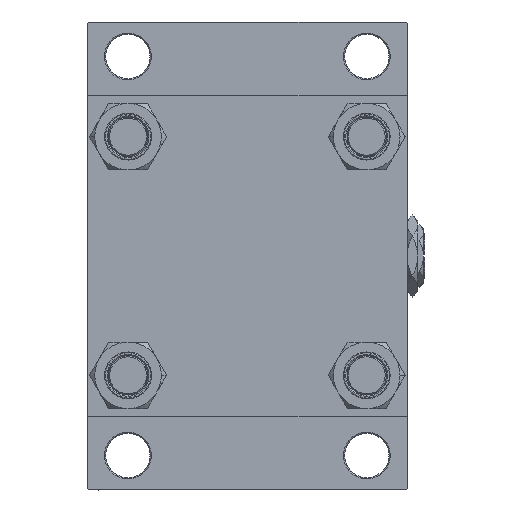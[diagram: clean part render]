
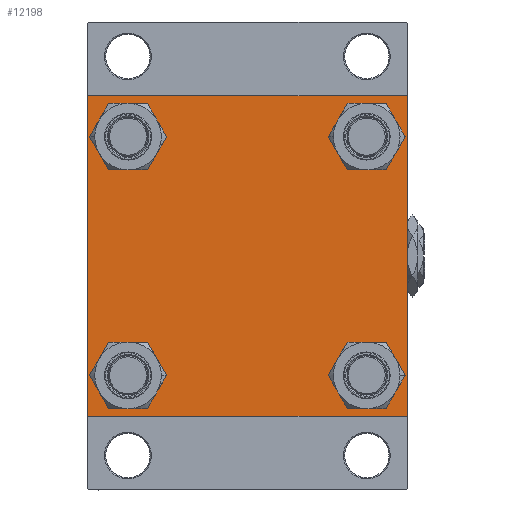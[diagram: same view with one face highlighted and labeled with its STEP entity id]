
A CAD part, left-side view. The second image highlights one B-rep face of the part: STEP entity #12198.
In plain terms, the highlighted planar face has unit normal (-1, 0, 0).
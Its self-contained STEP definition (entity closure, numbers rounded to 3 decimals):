
#177 = DIRECTION ( 'NONE',  ( 0., 0.707, 0.707 ) ) ;
#312 = DIRECTION ( 'NONE',  ( 0., 0., 1. ) ) ;
#385 = DIRECTION ( 'NONE',  ( 1., 0., 0. ) ) ;
#649 = DIRECTION ( 'NONE',  ( 0., 0.707, -0.707 ) ) ;
#860 = CARTESIAN_POINT ( 'NONE',  ( 0., 48.45, 48.45 ) ) ;
#1353 = DIRECTION ( 'NONE',  ( 0., 0., 1. ) ) ;
#1377 = AXIS2_PLACEMENT_3D ( 'NONE', #6075, #5567, #36564 ) ;
#1605 = DIRECTION ( 'NONE',  ( 1., 0., 0. ) ) ;
#2217 = ORIENTED_EDGE ( 'NONE', *, *, #35635, .T. ) ;
#2610 = CARTESIAN_POINT ( 'NONE',  ( 0., 48.45, -39.95 ) ) ;
#3486 = CARTESIAN_POINT ( 'NONE',  ( 0., -48.45, -56.95 ) ) ;
#3772 = EDGE_CURVE ( 'NONE', #48180, #38851, #48293, .T. ) ;
#3949 = CARTESIAN_POINT ( 'NONE',  ( 0., 64.75, -64.75 ) ) ;
#4170 = ORIENTED_EDGE ( 'NONE', *, *, #35408, .T. ) ;
#4948 = ORIENTED_EDGE ( 'NONE', *, *, #23868, .T. ) ;
#5567 = DIRECTION ( 'NONE',  ( 1., 0., 0. ) ) ;
#5869 = FACE_OUTER_BOUND ( 'NONE', #48693, .T. ) ;
#5880 = VECTOR ( 'NONE', #31838, 1000. ) ;
#6075 = CARTESIAN_POINT ( 'NONE',  ( 0., -48.45, 48.45 ) ) ;
#6892 = DIRECTION ( 'NONE',  ( 0., 0., -1. ) ) ;
#6989 = CIRCLE ( 'NONE', #10190, 8.5 ) ;
#7093 = AXIS2_PLACEMENT_3D ( 'NONE', #34286, #15151, #30502 ) ;
#7210 = CARTESIAN_POINT ( 'NONE',  ( 0., 48.45, -48.45 ) ) ;
#7978 = CARTESIAN_POINT ( 'NONE',  ( 0., 64.75, 64.75 ) ) ;
#8353 = CARTESIAN_POINT ( 'NONE',  ( 0., 64.5, -65. ) ) ;
#9056 = ORIENTED_EDGE ( 'NONE', *, *, #28280, .T. ) ;
#9087 = VERTEX_POINT ( 'NONE', #26635 ) ;
#9633 = EDGE_CURVE ( 'NONE', #39201, #37682, #27540, .T. ) ;
#9860 = AXIS2_PLACEMENT_3D ( 'NONE', #860, #1605, #1353 ) ;
#10190 = AXIS2_PLACEMENT_3D ( 'NONE', #22748, #27019, #312 ) ;
#11078 = CARTESIAN_POINT ( 'NONE',  ( 0., 64.5, 65. ) ) ;
#11548 = CIRCLE ( 'NONE', #39670, 8.5 ) ;
#11759 = LINE ( 'NONE', #7978, #27430 ) ;
#11940 = CARTESIAN_POINT ( 'NONE',  ( 0., 65., -65. ) ) ;
#12047 = ORIENTED_EDGE ( 'NONE', *, *, #26977, .T. ) ;
#12198 = ADVANCED_FACE ( 'NONE', ( #15720, #46472, #40392, #25254, #5869 ), #40644, .T. ) ;
#12349 = AXIS2_PLACEMENT_3D ( 'NONE', #32327, #20971, #48464 ) ;
#12677 = CARTESIAN_POINT ( 'NONE',  ( 0., -48.45, 39.95 ) ) ;
#12898 = CARTESIAN_POINT ( 'NONE',  ( 0., -64.75, -64.75 ) ) ;
#13137 = VECTOR ( 'NONE', #6892, 1000. ) ;
#13334 = LINE ( 'NONE', #24648, #42107 ) ;
#13685 = AXIS2_PLACEMENT_3D ( 'NONE', #42745, #385, #35416 ) ;
#14058 = VECTOR ( 'NONE', #42399, 1000. ) ;
#14239 = CARTESIAN_POINT ( 'NONE',  ( 0., -48.45, 56.95 ) ) ;
#14670 = EDGE_CURVE ( 'NONE', #17603, #32478, #48254, .T. ) ;
#14768 = AXIS2_PLACEMENT_3D ( 'NONE', #16160, #24699, #28480 ) ;
#14982 = DIRECTION ( 'NONE',  ( 0., -1., 0. ) ) ;
#15108 = VERTEX_POINT ( 'NONE', #35470 ) ;
#15151 = DIRECTION ( 'NONE',  ( 1., 0., 0. ) ) ;
#15268 = EDGE_CURVE ( 'NONE', #48015, #47369, #11548, .T. ) ;
#15720 = FACE_BOUND ( 'NONE', #39306, .T. ) ;
#16049 = LINE ( 'NONE', #3949, #16568 ) ;
#16160 = CARTESIAN_POINT ( 'NONE',  ( 0., -48.45, -48.45 ) ) ;
#16568 = VECTOR ( 'NONE', #31413, 1000. ) ;
#17002 = DIRECTION ( 'NONE',  ( 1., 0., 0. ) ) ;
#17146 = VECTOR ( 'NONE', #177, 1000. ) ;
#17307 = ORIENTED_EDGE ( 'NONE', *, *, #27937, .T. ) ;
#17603 = VERTEX_POINT ( 'NONE', #34847 ) ;
#17722 = VERTEX_POINT ( 'NONE', #12677 ) ;
#18243 = CIRCLE ( 'NONE', #46423, 8.5 ) ;
#18952 = VERTEX_POINT ( 'NONE', #8353 ) ;
#19081 = VERTEX_POINT ( 'NONE', #11078 ) ;
#19324 = CARTESIAN_POINT ( 'NONE',  ( 0., -64.75, 64.75 ) ) ;
#20971 = DIRECTION ( 'NONE',  ( -1., 0., 0. ) ) ;
#21246 = VERTEX_POINT ( 'NONE', #30849 ) ;
#21616 = EDGE_LOOP ( 'NONE', ( #4170, #45115 ) ) ;
#21819 = DIRECTION ( 'NONE',  ( 1., 0., 0. ) ) ;
#22748 = CARTESIAN_POINT ( 'NONE',  ( 0., 48.45, 48.45 ) ) ;
#23170 = ORIENTED_EDGE ( 'NONE', *, *, #49156, .T. ) ;
#23441 = EDGE_LOOP ( 'NONE', ( #27660, #2217 ) ) ;
#23868 = EDGE_CURVE ( 'NONE', #32912, #17722, #44861, .T. ) ;
#24520 = EDGE_CURVE ( 'NONE', #9087, #18952, #16049, .T. ) ;
#24648 = CARTESIAN_POINT ( 'NONE',  ( 0., 65., 65. ) ) ;
#24699 = DIRECTION ( 'NONE',  ( 1., 0., 0. ) ) ;
#24736 = ORIENTED_EDGE ( 'NONE', *, *, #3772, .T. ) ;
#24838 = ORIENTED_EDGE ( 'NONE', *, *, #41562, .T. ) ;
#25254 = FACE_BOUND ( 'NONE', #23441, .T. ) ;
#25784 = CARTESIAN_POINT ( 'NONE',  ( 0., -65., 65. ) ) ;
#26004 = CIRCLE ( 'NONE', #14768, 8.5 ) ;
#26635 = CARTESIAN_POINT ( 'NONE',  ( 0., 65., -64.5 ) ) ;
#26977 = EDGE_CURVE ( 'NONE', #31472, #9087, #13334, .T. ) ;
#27019 = DIRECTION ( 'NONE',  ( 1., 0., 0. ) ) ;
#27430 = VECTOR ( 'NONE', #649, 1000. ) ;
#27515 = CARTESIAN_POINT ( 'NONE',  ( 0., -48.45, -39.95 ) ) ;
#27540 = CIRCLE ( 'NONE', #9860, 8.5 ) ;
#27660 = ORIENTED_EDGE ( 'NONE', *, *, #9633, .T. ) ;
#27937 = EDGE_CURVE ( 'NONE', #17603, #21246, #42281, .T. ) ;
#27972 = EDGE_CURVE ( 'NONE', #19081, #21246, #36114, .T. ) ;
#28280 = EDGE_CURVE ( 'NONE', #38851, #48180, #26004, .T. ) ;
#28480 = DIRECTION ( 'NONE',  ( 0., 0., 1. ) ) ;
#29440 = ORIENTED_EDGE ( 'NONE', *, *, #14670, .F. ) ;
#30398 = EDGE_CURVE ( 'NONE', #15108, #32478, #47436, .T. ) ;
#30502 = DIRECTION ( 'NONE',  ( 0., 0., 1. ) ) ;
#30582 = LINE ( 'NONE', #11940, #43905 ) ;
#30849 = CARTESIAN_POINT ( 'NONE',  ( 0., -64.5, 65. ) ) ;
#31413 = DIRECTION ( 'NONE',  ( 0., -0.707, -0.707 ) ) ;
#31472 = VERTEX_POINT ( 'NONE', #44845 ) ;
#31838 = DIRECTION ( 'NONE',  ( 0., -1., 0. ) ) ;
#32327 = CARTESIAN_POINT ( 'NONE',  ( 0., 0., 0. ) ) ;
#32365 = DIRECTION ( 'NONE',  ( 0., 0., 1. ) ) ;
#32478 = VERTEX_POINT ( 'NONE', #46841 ) ;
#32912 = VERTEX_POINT ( 'NONE', #14239 ) ;
#32970 = EDGE_CURVE ( 'NONE', #18952, #15108, #30582, .T. ) ;
#34286 = CARTESIAN_POINT ( 'NONE',  ( 0., -48.45, 48.45 ) ) ;
#34847 = CARTESIAN_POINT ( 'NONE',  ( 0., -65., 64.5 ) ) ;
#35408 = EDGE_CURVE ( 'NONE', #47369, #48015, #18243, .T. ) ;
#35416 = DIRECTION ( 'NONE',  ( 0., 0., 1. ) ) ;
#35470 = CARTESIAN_POINT ( 'NONE',  ( 0., -64.5, -65. ) ) ;
#35616 = CARTESIAN_POINT ( 'NONE',  ( 0., 65., 65. ) ) ;
#35635 = EDGE_CURVE ( 'NONE', #37682, #39201, #6989, .T. ) ;
#36114 = LINE ( 'NONE', #35616, #5880 ) ;
#36438 = ORIENTED_EDGE ( 'NONE', *, *, #24520, .T. ) ;
#36564 = DIRECTION ( 'NONE',  ( 0., 0., 1. ) ) ;
#36574 = CARTESIAN_POINT ( 'NONE',  ( 0., 48.45, 56.95 ) ) ;
#36744 = EDGE_LOOP ( 'NONE', ( #9056, #24736 ) ) ;
#37371 = CARTESIAN_POINT ( 'NONE',  ( 0., 48.45, 39.95 ) ) ;
#37682 = VERTEX_POINT ( 'NONE', #37371 ) ;
#37699 = DIRECTION ( 'NONE',  ( 0., 0., 1. ) ) ;
#38851 = VERTEX_POINT ( 'NONE', #27515 ) ;
#39201 = VERTEX_POINT ( 'NONE', #36574 ) ;
#39306 = EDGE_LOOP ( 'NONE', ( #4948, #24838 ) ) ;
#39670 = AXIS2_PLACEMENT_3D ( 'NONE', #7210, #21819, #37699 ) ;
#40392 = FACE_BOUND ( 'NONE', #21616, .T. ) ;
#40644 = PLANE ( 'NONE',  #12349 ) ;
#41477 = ORIENTED_EDGE ( 'NONE', *, *, #32970, .T. ) ;
#41562 = EDGE_CURVE ( 'NONE', #17722, #32912, #48944, .T. ) ;
#42107 = VECTOR ( 'NONE', #43579, 1000. ) ;
#42281 = LINE ( 'NONE', #19324, #17146 ) ;
#42399 = DIRECTION ( 'NONE',  ( 0., -0.707, 0.707 ) ) ;
#42518 = ORIENTED_EDGE ( 'NONE', *, *, #30398, .T. ) ;
#42745 = CARTESIAN_POINT ( 'NONE',  ( 0., -48.45, -48.45 ) ) ;
#43177 = ORIENTED_EDGE ( 'NONE', *, *, #27972, .F. ) ;
#43472 = CARTESIAN_POINT ( 'NONE',  ( 0., 48.45, -48.45 ) ) ;
#43579 = DIRECTION ( 'NONE',  ( 0., 0., -1. ) ) ;
#43905 = VECTOR ( 'NONE', #14982, 1000. ) ;
#44845 = CARTESIAN_POINT ( 'NONE',  ( 0., 65., 64.5 ) ) ;
#44849 = CARTESIAN_POINT ( 'NONE',  ( 0., 48.45, -56.95 ) ) ;
#44861 = CIRCLE ( 'NONE', #1377, 8.5 ) ;
#45115 = ORIENTED_EDGE ( 'NONE', *, *, #15268, .T. ) ;
#46423 = AXIS2_PLACEMENT_3D ( 'NONE', #43472, #17002, #32365 ) ;
#46472 = FACE_BOUND ( 'NONE', #36744, .T. ) ;
#46841 = CARTESIAN_POINT ( 'NONE',  ( 0., -65., -64.5 ) ) ;
#47369 = VERTEX_POINT ( 'NONE', #2610 ) ;
#47436 = LINE ( 'NONE', #12898, #14058 ) ;
#48015 = VERTEX_POINT ( 'NONE', #44849 ) ;
#48180 = VERTEX_POINT ( 'NONE', #3486 ) ;
#48254 = LINE ( 'NONE', #25784, #13137 ) ;
#48293 = CIRCLE ( 'NONE', #13685, 8.5 ) ;
#48464 = DIRECTION ( 'NONE',  ( 0., 0., 1. ) ) ;
#48693 = EDGE_LOOP ( 'NONE', ( #12047, #36438, #41477, #42518, #29440, #17307, #43177, #23170 ) ) ;
#48944 = CIRCLE ( 'NONE', #7093, 8.5 ) ;
#49156 = EDGE_CURVE ( 'NONE', #19081, #31472, #11759, .T. ) ;
